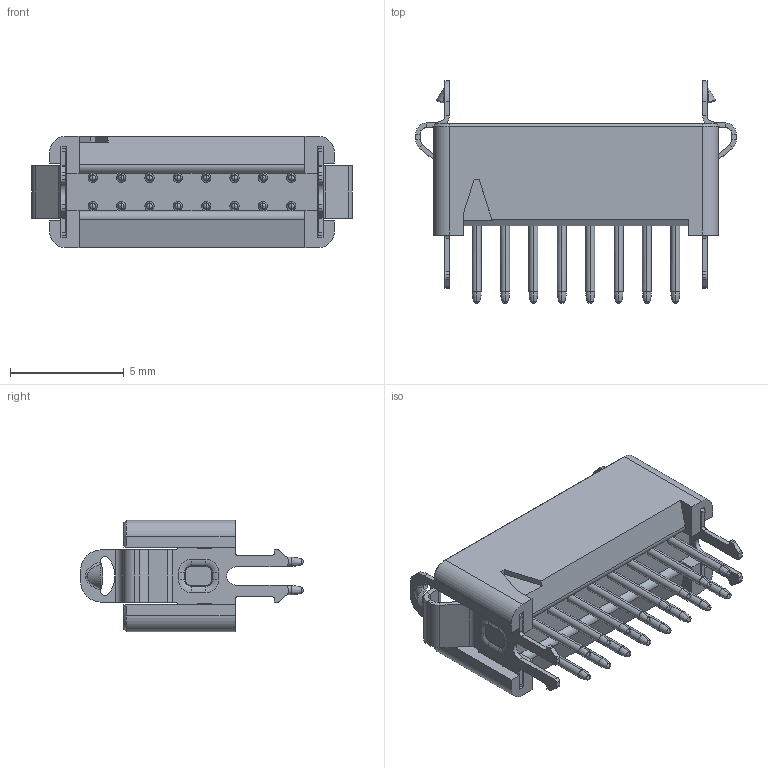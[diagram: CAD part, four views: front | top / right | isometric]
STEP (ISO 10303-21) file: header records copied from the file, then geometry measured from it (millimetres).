
FILE_DESCRIPTION((''),'2;1');
FILE_NAME('G125-MV11605L1P_ASM','2013-08-27T',('sflower'),(''),'PRO/ENGINEER BY PARAMETRIC TECHNOLOGY CORPORATION, 2013150','PRO/ENGINEER BY PARAMETRIC TECHNOLOGY CORPORATION, 2013150','');
FILE_SCHEMA(('CONFIG_CONTROL_DESIGN'));
Length unit declared in the file: millimetre
Products named in the file (4): G125-3011696; G125-1030005; G125-414; G125-MV11605L1P_ASM
Assembly tree (19 placements, depth 2):
  G125-MV11605L1P_ASM
    G125-3011696
    G125-1030005  x16
    G125-414  x2
Bounding box: 14.13 x 9.8 x 4.9 mm (x, y, z)
Volume: 156.8 mm3; surface area: 619.8 mm2
Topology: 19 solids, 19 shells, 2795 faces, 6388 edges, 3620 vertices
Faces by surface type: bspline 1818, plane 373, torus 320, cylinder 276, cone 8
Entity records: 21805 total; most frequent: CARTESIAN_POINT 7352, ORIENTED_EDGE 2364, DIRECTION 2132, PRESENTATION_STYLE_ASSIGNMENT 1187, STYLED_ITEM 1187, CURVE_STYLE 1182, EDGE_CURVE 1182, AXIS2_PLACEMENT_3D 795
